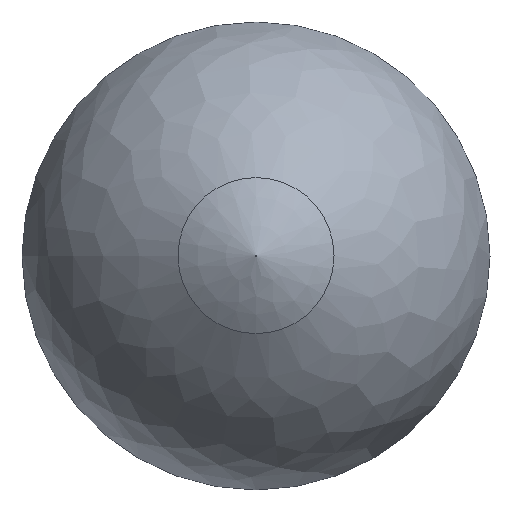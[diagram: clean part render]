
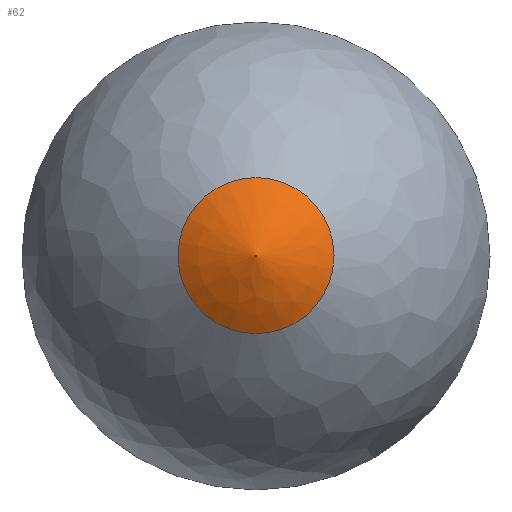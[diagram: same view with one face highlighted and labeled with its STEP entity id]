
A CAD part, top view. The second image highlights one B-rep face of the part: STEP entity #62.
In plain terms, the highlighted face is a revolution surface.
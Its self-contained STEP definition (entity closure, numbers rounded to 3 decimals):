
#62=ADVANCED_FACE('',(#604,#606),#608,.F.);
#604=FACE_OUTER_BOUND('',#605,.T.);
#605=EDGE_LOOP('',(#732));
#606=FACE_BOUND('',#607,.T.);
#607=EDGE_LOOP('',(#733,#734));
#608=SURFACE_OF_REVOLUTION('',#609,#610);
#609=B_SPLINE_CURVE_WITH_KNOTS('',3,
(#735,#736,#737,#738,#739),
.UNSPECIFIED.,.F.,.F.,
(4,1,4),
(0.,0.637,1.),
.UNSPECIFIED.);
#610=AXIS1_PLACEMENT('',#611,#612);
#611=CARTESIAN_POINT('',(0.,0.,5.));
#612=DIRECTION('',(0.,0.,1.));
#732=ORIENTED_EDGE('',*,*,#821,.F.);
#733=ORIENTED_EDGE('',*,*,#819,.T.);
#734=ORIENTED_EDGE('',*,*,#818,.T.);
#735=CARTESIAN_POINT('',(0.,-0.076,35.));
#736=CARTESIAN_POINT('',(0.,-2.488,34.171));
#737=CARTESIAN_POINT('',(0.,-6.318,32.854));
#738=CARTESIAN_POINT('',(0.,-9.779,30.805));
#739=CARTESIAN_POINT('',(0.,-11.,30.));
#818=EDGE_CURVE('',#860,#861,#862,.F.);
#819=EDGE_CURVE('',#861,#860,#863,.F.);
#821=EDGE_CURVE('',#866,#866,#867,.T.);
#860=VERTEX_POINT('',#932);
#861=VERTEX_POINT('',#933);
#862=CIRCLE('',#934,11.);
#863=CIRCLE('',#938,11.);
#866=VERTEX_POINT('',#947);
#867=CIRCLE('',#948,0.076);
#932=CARTESIAN_POINT('',(-11.,0.,30.));
#933=CARTESIAN_POINT('',(0.,-11.,30.));
#934=AXIS2_PLACEMENT_3D('',#935,#936,#937);
#935=CARTESIAN_POINT('',(0.,0.,30.));
#936=DIRECTION('',(0.,0.,-1.));
#937=DIRECTION('',(0.,-1.,0.));
#938=AXIS2_PLACEMENT_3D('',#939,#940,#941);
#939=CARTESIAN_POINT('',(0.,0.,30.));
#940=DIRECTION('',(0.,0.,-1.));
#941=DIRECTION('',(-1.,0.,0.));
#947=CARTESIAN_POINT('',(0.,-0.076,35.));
#948=AXIS2_PLACEMENT_3D('',#949,#950,#951);
#949=CARTESIAN_POINT('',(0.,0.,35.));
#950=DIRECTION('',(0.,0.,1.));
#951=DIRECTION('',(0.,-1.,0.));
